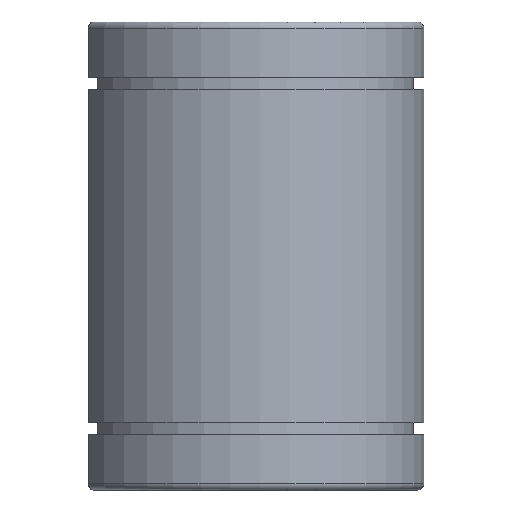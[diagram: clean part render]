
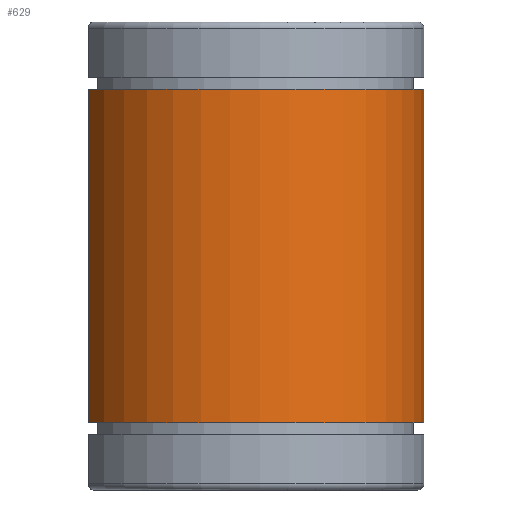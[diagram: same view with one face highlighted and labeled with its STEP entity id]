
A CAD part, left-side view. The second image highlights one B-rep face of the part: STEP entity #629.
In plain terms, the highlighted cylindrical face has radius 25.4 mm (diameter 50.8 mm), a partial arc.
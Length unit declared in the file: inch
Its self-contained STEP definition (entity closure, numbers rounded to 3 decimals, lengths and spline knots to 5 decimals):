
#89 = LINE ( 'NONE', #111, #256 ) ;
#111 = CARTESIAN_POINT ( 'NONE',  ( 0., -1., 1.27855 ) ) ;
#191 = EDGE_CURVE ( 'NONE', #1113, #434, #1236, .T. ) ;
#196 = DIRECTION ( 'NONE',  ( 0., 0., 1. ) ) ;
#256 = VECTOR ( 'NONE', #1414, 39.37008 ) ;
#261 = CIRCLE ( 'NONE', #1101, 1. ) ;
#308 = AXIS2_PLACEMENT_3D ( 'NONE', #1481, #1344, #839 ) ;
#376 = CARTESIAN_POINT ( 'NONE',  ( -0.47136, 0.88194, 0.93445 ) ) ;
#386 = ORIENTED_EDGE ( 'NONE', *, *, #191, .F. ) ;
#410 = DIRECTION ( 'NONE',  ( 0., 0., 1. ) ) ;
#419 = DIRECTION ( 'NONE',  ( 0., -1., 0. ) ) ;
#434 = VERTEX_POINT ( 'NONE', #376 ) ;
#464 = CARTESIAN_POINT ( 'NONE',  ( 0., 0., -0.93445 ) ) ;
#629 = ADVANCED_FACE ( 'NONE', ( #1108 ), #644, .T. ) ;
#644 = CYLINDRICAL_SURFACE ( 'NONE', #308, 1. ) ;
#662 = ORIENTED_EDGE ( 'NONE', *, *, #809, .T. ) ;
#766 = CARTESIAN_POINT ( 'NONE',  ( 0., -1., 0.93445 ) ) ;
#767 = ORIENTED_EDGE ( 'NONE', *, *, #1343, .F. ) ;
#809 = EDGE_CURVE ( 'NONE', #1240, #1010, #89, .T. ) ;
#839 = DIRECTION ( 'NONE',  ( 0., -1., 0. ) ) ;
#842 = DIRECTION ( 'NONE',  ( 0., 0., 1. ) ) ;
#849 = EDGE_LOOP ( 'NONE', ( #1455, #662, #767, #386 ) ) ;
#893 = CIRCLE ( 'NONE', #1235, 1. ) ;
#1010 = VERTEX_POINT ( 'NONE', #766 ) ;
#1019 = DIRECTION ( 'NONE',  ( 0., -1., 0. ) ) ;
#1020 = VECTOR ( 'NONE', #842, 39.37008 ) ;
#1032 = CARTESIAN_POINT ( 'NONE',  ( -0.47136, 0.88194, -0.93445 ) ) ;
#1099 = CARTESIAN_POINT ( 'NONE',  ( -0.47136, 0.88194, 1.27855 ) ) ;
#1101 = AXIS2_PLACEMENT_3D ( 'NONE', #464, #196, #1019 ) ;
#1108 = FACE_OUTER_BOUND ( 'NONE', #849, .T. ) ;
#1113 = VERTEX_POINT ( 'NONE', #1032 ) ;
#1219 = CARTESIAN_POINT ( 'NONE',  ( 0., -1., -0.93445 ) ) ;
#1235 = AXIS2_PLACEMENT_3D ( 'NONE', #1249, #410, #419 ) ;
#1236 = LINE ( 'NONE', #1099, #1020 ) ;
#1240 = VERTEX_POINT ( 'NONE', #1219 ) ;
#1249 = CARTESIAN_POINT ( 'NONE',  ( 0., 0., 0.93445 ) ) ;
#1343 = EDGE_CURVE ( 'NONE', #434, #1010, #893, .T. ) ;
#1344 = DIRECTION ( 'NONE',  ( 0., 0., 1. ) ) ;
#1414 = DIRECTION ( 'NONE',  ( 0., 0., 1. ) ) ;
#1455 = ORIENTED_EDGE ( 'NONE', *, *, #1466, .T. ) ;
#1466 = EDGE_CURVE ( 'NONE', #1113, #1240, #261, .T. ) ;
#1481 = CARTESIAN_POINT ( 'NONE',  ( 0., 0., 1.27855 ) ) ;
